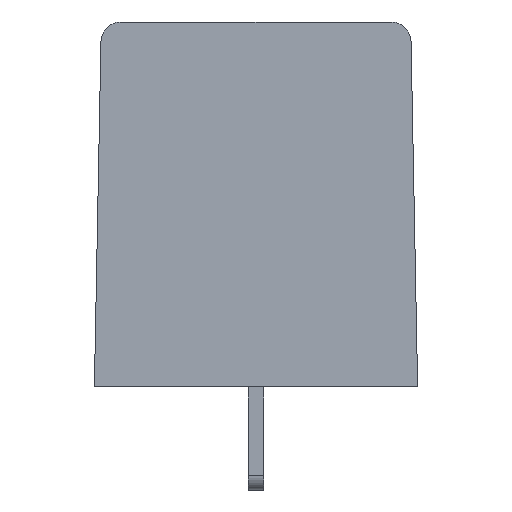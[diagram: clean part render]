
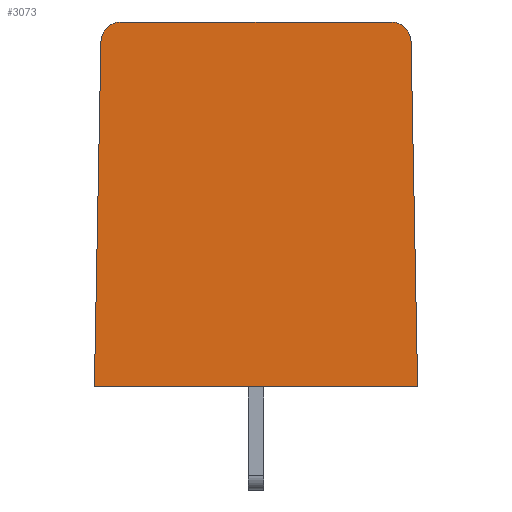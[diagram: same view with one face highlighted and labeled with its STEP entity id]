
A CAD part, left-side view. The second image highlights one B-rep face of the part: STEP entity #3073.
In plain terms, the highlighted planar face has unit normal (-1, 0, 0.011).
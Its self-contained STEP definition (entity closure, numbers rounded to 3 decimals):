
#3073=ADVANCED_FACE('',(#7149),#7151,.T.);
#7149=FACE_BOUND('',#7150,.T.);
#7150=EDGE_LOOP('',(#10583,#10584,#10585,#10586,#10587,#10588));
#7151=PLANE('',#7152);
#7152=AXIS2_PLACEMENT_3D('',#7153,#7154,#7155);
#7153=CARTESIAN_POINT('',(-24.7,8.15,0.));
#7154=DIRECTION('',(-1.,0.,0.011));
#7155=DIRECTION('',(0.,-1.,0.));
#10583=ORIENTED_EDGE('',*,*,#12511,.F.);
#10584=ORIENTED_EDGE('',*,*,#12520,.F.);
#10585=ORIENTED_EDGE('',*,*,#12518,.F.);
#10586=ORIENTED_EDGE('',*,*,#12517,.F.);
#10587=ORIENTED_EDGE('',*,*,#12514,.T.);
#10588=ORIENTED_EDGE('',*,*,#12512,.T.);
#12511=EDGE_CURVE('',#14453,#14451,#14455,.F.);
#12512=EDGE_CURVE('',#14456,#14451,#14457,.T.);
#12514=EDGE_CURVE('',#14459,#14456,#14460,.T.);
#12517=EDGE_CURVE('',#14459,#14462,#14464,.T.);
#12518=EDGE_CURVE('',#14462,#14465,#14466,.T.);
#12520=EDGE_CURVE('',#14465,#14453,#14468,.T.);
#14451=VERTEX_POINT('',#18448);
#14453=VERTEX_POINT('',#18452);
#14455=(BOUNDED_CURVE()B_SPLINE_CURVE(3,
(#18456,#18457,#18458,#18459),
.UNSPECIFIED.,.F.,.F.)B_SPLINE_CURVE_WITH_KNOTS((4,4),
(0.,1.),
.UNSPECIFIED.)CURVE()GEOMETRIC_REPRESENTATION_ITEM()RATIONAL_B_SPLINE_CURVE((1.,
0.809,0.809,1.))REPRESENTATION_ITEM(''));
#14456=VERTEX_POINT('',#18460);
#14457=LINE('',#18461,#18462);
#14459=VERTEX_POINT('',#18467);
#14460=LINE('',#18468,#18469);
#14462=VERTEX_POINT('',#18474);
#14464=LINE('',#18478,#18479);
#14465=VERTEX_POINT('',#18481);
#14466=(BOUNDED_CURVE()B_SPLINE_CURVE(3,
(#18482,#18483,#18484,#18485),
.UNSPECIFIED.,.F.,.F.)B_SPLINE_CURVE_WITH_KNOTS((4,4),
(0.,1.),
.UNSPECIFIED.)CURVE()GEOMETRIC_REPRESENTATION_ITEM()RATIONAL_B_SPLINE_CURVE((1.,
0.809,0.809,1.))REPRESENTATION_ITEM(''));
#14468=LINE('',#18489,#18490);
#18448=CARTESIAN_POINT('',(-24.511,-7.819,17.419));
#18452=CARTESIAN_POINT('',(-24.5,-6.819,18.4));
#18456=CARTESIAN_POINT('',(-24.511,-7.819,17.419));
#18457=CARTESIAN_POINT('',(-24.504,-7.808,17.996));
#18458=CARTESIAN_POINT('',(-24.5,-7.396,18.4));
#18459=CARTESIAN_POINT('',(-24.5,-6.819,18.4));
#18460=CARTESIAN_POINT('',(-24.7,-8.15,0.));
#18461=CARTESIAN_POINT('',(-24.7,-8.15,0.));
#18462=VECTOR('',#18463,1.);
#18463=DIRECTION('',(0.011,0.019,1.));
#18467=CARTESIAN_POINT('',(-24.7,8.15,0.));
#18468=CARTESIAN_POINT('',(-24.7,8.15,0.));
#18469=VECTOR('',#18470,1.);
#18470=DIRECTION('',(0.,-1.,0.));
#18474=CARTESIAN_POINT('',(-24.511,7.819,17.419));
#18478=CARTESIAN_POINT('',(-24.7,8.15,0.));
#18479=VECTOR('',#18480,1.);
#18480=DIRECTION('',(0.011,-0.019,1.));
#18481=CARTESIAN_POINT('',(-24.5,6.819,18.4));
#18482=CARTESIAN_POINT('',(-24.511,7.819,17.419));
#18483=CARTESIAN_POINT('',(-24.504,7.808,17.996));
#18484=CARTESIAN_POINT('',(-24.5,7.396,18.4));
#18485=CARTESIAN_POINT('',(-24.5,6.819,18.4));
#18489=CARTESIAN_POINT('',(-24.5,6.819,18.4));
#18490=VECTOR('',#18491,1.);
#18491=DIRECTION('',(0.,-1.,0.));
